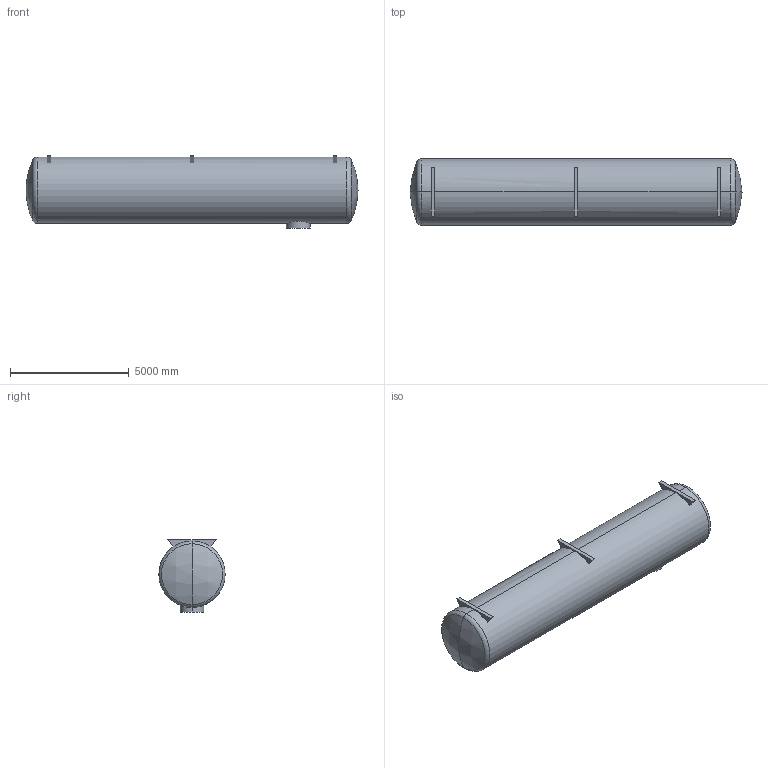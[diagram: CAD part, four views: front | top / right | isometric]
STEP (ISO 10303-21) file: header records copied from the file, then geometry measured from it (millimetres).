
FILE_DESCRIPTION (( 'STEP AP214' ), '1' );
FILE_NAME ('TankWagon_cargo_MediumDetailed.STEP', '2024-03-19T14:00:51', ( '' ), ( '' ), 'SwSTEP 2.0', 'SolidWorks 2022', '' );
FILE_SCHEMA (( 'AUTOMOTIVE_DESIGN' ));
Length unit declared in the file: metre
Products named in the file (1): TankWagon_cargo_MediumDetailed
Bounding box: 14000 x 2800 x 3050 mm (x, y, z)
Surface area: 132533519.5 mm2 (no closed solid volume)
Topology: 0 solids, 1 shells, 28 faces, 70 edges, 44 vertices
Faces by surface type: plane 16, cylinder 4, sphere 4, torus 4
Entity records: 1085 total; most frequent: CARTESIAN_POINT 369, DIRECTION 156, ORIENTED_EDGE 140, EDGE_CURVE 70, AXIS2_PLACEMENT_3D 59, VERTEX_POINT 44, VECTOR 38, LINE 38
